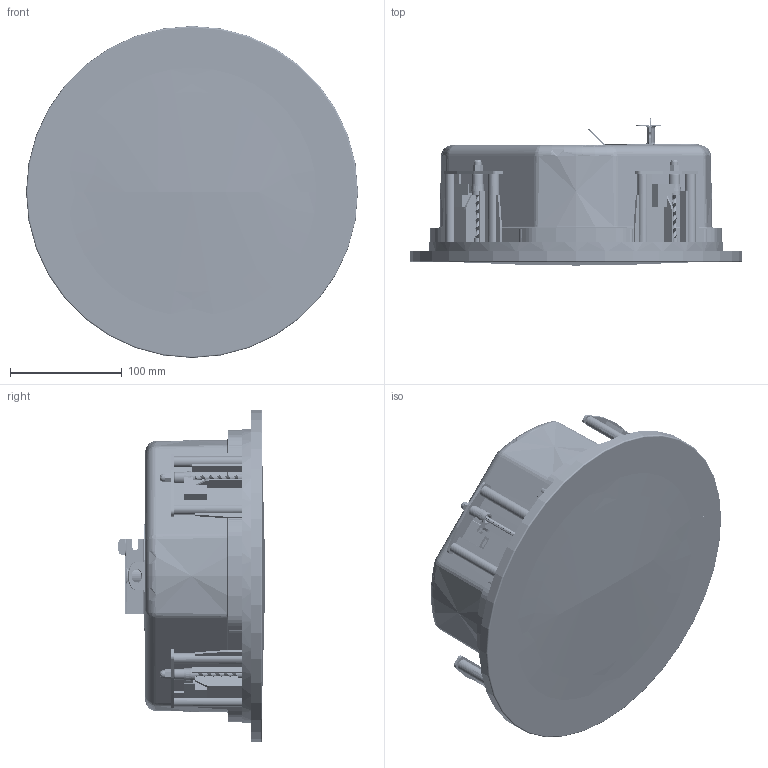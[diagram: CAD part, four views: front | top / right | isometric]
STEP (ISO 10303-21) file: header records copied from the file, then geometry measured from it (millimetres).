
FILE_DESCRIPTION (( 'STEP AP214' ), '1' );
FILE_NAME ('100IC6-T UL.STEP', '2026-01-29T17:01:51', ( '' ), ( '' ), 'SwSTEP 2.0', 'SolidWorks 2022', '' );
FILE_SCHEMA (( 'AUTOMOTIVE_DESIGN' ));
Length unit declared in the file: millimetre
Products named in the file (1): 100IC6-T UL
Bounding box: 297.2 x 131.6 x 297.2 mm (x, y, z)
Volume: 1088136.7 mm3; surface area: 923439.6 mm2
Topology: 48 solids, 51 shells, 4250 faces, 13089 edges, 9090 vertices
Faces by surface type: cylinder 1885, plane 1267, bspline 617, cone 242, torus 204, sphere 35
Entity records: 408146 total; most frequent: CARTESIAN_POINT 256634, ORIENTED_EDGE 26124, DIRECTION 16022, EDGE_CURVE 13062, VERTEX_POINT 9086, B_SPLINE_CURVE_WITH_KNOTS 7064, AXIS2_PLACEMENT_3D 6475, EDGE_LOOP 4578
